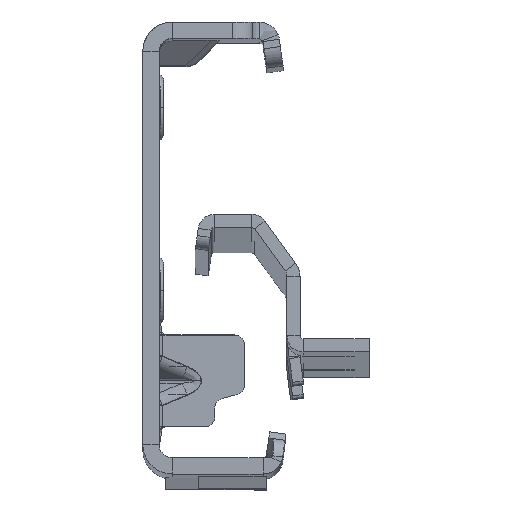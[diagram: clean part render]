
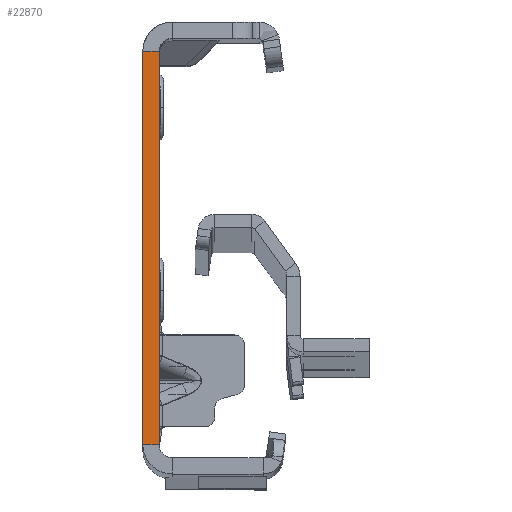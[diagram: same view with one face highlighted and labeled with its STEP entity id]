
A CAD part, top view. The second image highlights one B-rep face of the part: STEP entity #22870.
In plain terms, the highlighted planar face has unit normal (0, 0, 1).
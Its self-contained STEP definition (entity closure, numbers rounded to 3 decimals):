
#329 = ORIENTED_EDGE ( 'NONE', *, *, #43632, .F. ) ;
#2248 = DIRECTION ( 'NONE',  ( 1., 0., 0. ) ) ;
#2558 = CARTESIAN_POINT ( 'NONE',  ( 0., -30., 0. ) ) ;
#3178 = VECTOR ( 'NONE', #26570, 1000. ) ;
#7445 = ORIENTED_EDGE ( 'NONE', *, *, #36156, .T. ) ;
#10126 = CARTESIAN_POINT ( 'NONE',  ( -2.5, -30., 0. ) ) ;
#10588 = ORIENTED_EDGE ( 'NONE', *, *, #38454, .T. ) ;
#15830 = EDGE_LOOP ( 'NONE', ( #329, #10588, #7445, #46712 ) ) ;
#17268 = CARTESIAN_POINT ( 'NONE',  ( -2.5, 30., 0. ) ) ;
#17355 = VECTOR ( 'NONE', #30567, 1000. ) ;
#18713 = VECTOR ( 'NONE', #34172, 1000. ) ;
#22094 = VECTOR ( 'NONE', #31149, 1000. ) ;
#22405 = LINE ( 'NONE', #2558, #3178 ) ;
#22870 = ADVANCED_FACE ( 'NONE', ( #37573 ), #26005, .T. ) ;
#23121 = LINE ( 'NONE', #30399, #22094 ) ;
#23537 = CARTESIAN_POINT ( 'NONE',  ( 0., -32., 0. ) ) ;
#26005 = PLANE ( 'NONE',  #31706 ) ;
#26223 = VERTEX_POINT ( 'NONE', #36242 ) ;
#26570 = DIRECTION ( 'NONE',  ( -1., 0., 0. ) ) ;
#26720 = CARTESIAN_POINT ( 'NONE',  ( 0., 30., 0. ) ) ;
#30399 = CARTESIAN_POINT ( 'NONE',  ( -2.5, -32., 0. ) ) ;
#30543 = VERTEX_POINT ( 'NONE', #10126 ) ;
#30567 = DIRECTION ( 'NONE',  ( 0., -1., 0. ) ) ;
#31149 = DIRECTION ( 'NONE',  ( 0., -1., 0. ) ) ;
#31706 = AXIS2_PLACEMENT_3D ( 'NONE', #45540, #37841, #2248 ) ;
#31760 = VERTEX_POINT ( 'NONE', #40339 ) ;
#34172 = DIRECTION ( 'NONE',  ( -1., 0., 0. ) ) ;
#36156 = EDGE_CURVE ( 'NONE', #45538, #30543, #23121, .T. ) ;
#36242 = CARTESIAN_POINT ( 'NONE',  ( 0., -30., 0. ) ) ;
#37573 = FACE_OUTER_BOUND ( 'NONE', #15830, .T. ) ;
#37841 = DIRECTION ( 'NONE',  ( 0., 0., 1. ) ) ;
#38454 = EDGE_CURVE ( 'NONE', #31760, #45538, #42365, .T. ) ;
#39494 = LINE ( 'NONE', #23537, #17355 ) ;
#40037 = EDGE_CURVE ( 'NONE', #26223, #30543, #22405, .T. ) ;
#40339 = CARTESIAN_POINT ( 'NONE',  ( 0., 30., 0. ) ) ;
#42365 = LINE ( 'NONE', #26720, #18713 ) ;
#43632 = EDGE_CURVE ( 'NONE', #31760, #26223, #39494, .T. ) ;
#45538 = VERTEX_POINT ( 'NONE', #17268 ) ;
#45540 = CARTESIAN_POINT ( 'NONE',  ( -2.5, -32., 0. ) ) ;
#46712 = ORIENTED_EDGE ( 'NONE', *, *, #40037, .F. ) ;
